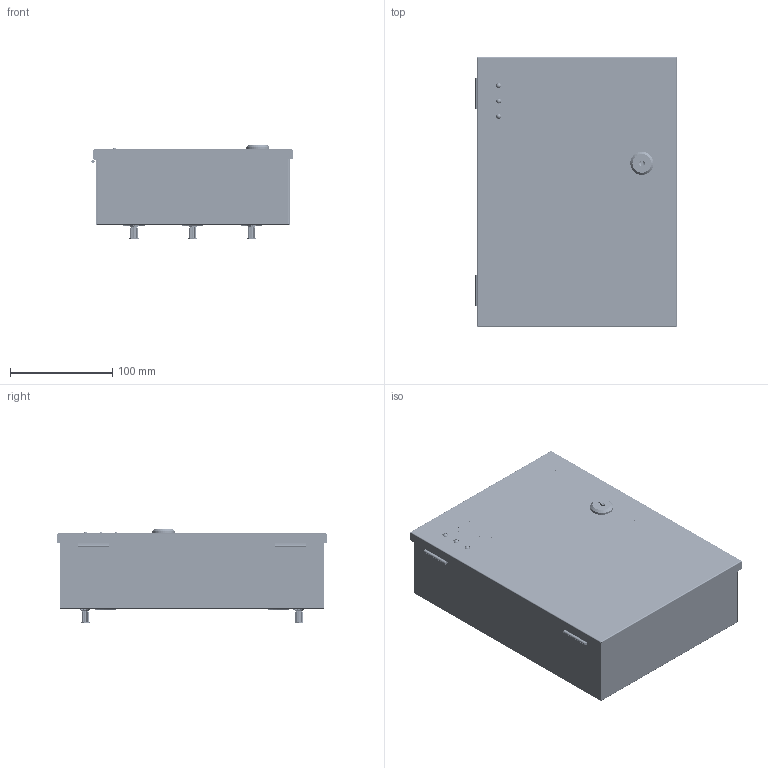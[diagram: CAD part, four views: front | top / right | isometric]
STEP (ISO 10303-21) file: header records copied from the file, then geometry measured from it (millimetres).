
FILE_DESCRIPTION (( 'STEP AP214' ), '1' );
FILE_NAME ('ADCCTVS1205-08.STEP', '2021-08-02T11:33:51', ( '' ), ( '' ), 'SwSTEP 2.0', 'SolidWorks 2020', '' );
FILE_SCHEMA (( 'AUTOMOTIVE_DESIGN' ));
Length unit declared in the file: millimetre
Products named in the file (28): ELEC-1 ADCCTV1205-08_R1; Parte 2 Deviatore a Rotella Panasonic AM5; EP0055-TERMINAL BLOCK 2 POLES_SANS MARQUAGE; ENTRETOISE H4.8; LED 5MM RVO_VERT; ISO 7045 - M3 x 6 - Z --- 6S_ISO 7045 - M3 x 6 - Z --- 6S; CAM LOCK XL; User Library-ZHL30-1; ELEC ADCCTVS1205-08_R1; EP0057-VARISTOR; PCB LEDS; HB-9500_5P; Parte 3 Deviatore a Rotella Panasonic AM5; ELEC ADCCTV1205-08; Parte 1 Deviatore a Rotella Panasonic AM5; Parte 4 Deviatore a Rotella Panasonic AM5; Mascon2; r6513-00_paroi 0.8mm; TERMINAL BLOCK 2P; Rad0_2_1; PIN TB; ADCCTVS1205-08; BOITIER ADCCTVS1205-08_nvx picto; Deviatore a Rotella Panasonic AM5_LIBRE; ISO 1207 - M2 x 6 --- 6N_ISO 1207 - M2 x 6 --- 6N; CAPOT DE PROTECTION ADCCTV1205-08; LED 5MM RVO_ORANGE; GreenLED-3mm
Assembly tree (75 placements, depth 4):
  ADCCTVS1205-08
    BOITIER ADCCTVS1205-08_nvx picto
    ELEC ADCCTVS1205-08_R1
      ELEC ADCCTV1205-08
      CAPOT DE PROTECTION ADCCTV1205-08
      HB-9500_5P
      ENTRETOISE H4.8  x4
      ELEC-1 ADCCTV1205-08_R1
      Mascon2
      User Library-ZHL30-1  x8
      EP0055-TERMINAL BLOCK 2 POLES_SANS MARQUAGE  x8
        TERMINAL BLOCK 2P
        PIN TB
        ISO 1207 - M2 x 6 --- 6N_ISO 1207 - M2 x 6 --- 6N
      ISO 7045 - M3 x 6 - Z --- 6S_ISO 7045 - M3 x 6 - Z --- 6S  x6
      GreenLED-3mm  x8
      Rad0_2_1  x8
      EP0057-VARISTOR  x8
    CAM LOCK XL
    LED 5MM RVO_VERT  x2
    LED 5MM RVO_ORANGE
    Deviatore a Rotella Panasonic AM5_LIBRE
      Parte 1 Deviatore a Rotella Panasonic AM5
      Parte 2 Deviatore a Rotella Panasonic AM5
      Parte 3 Deviatore a Rotella Panasonic AM5
      Parte 4 Deviatore a Rotella Panasonic AM5
    r6513-00_paroi 0.8mm  x3
    PCB LEDS
Bounding box: 196.7 x 264 x 91.8 mm (x, y, z)
Volume: 239776 mm3; surface area: 498023.7 mm2
Topology: 122 solids, 122 shells, 8427 faces, 23095 edges, 15117 vertices
Faces by surface type: plane 5229, cylinder 1814, bspline 666, cone 430, torus 259, sphere 29
Entity records: 184296 total; most frequent: CARTESIAN_POINT 60044, ORIENTED_EDGE 21896, DIRECTION 18109, EDGE_CURVE 10948, LINE 7615, VECTOR 7615, VERTEX_POINT 7389, AXIS2_PLACEMENT_3D 5247
